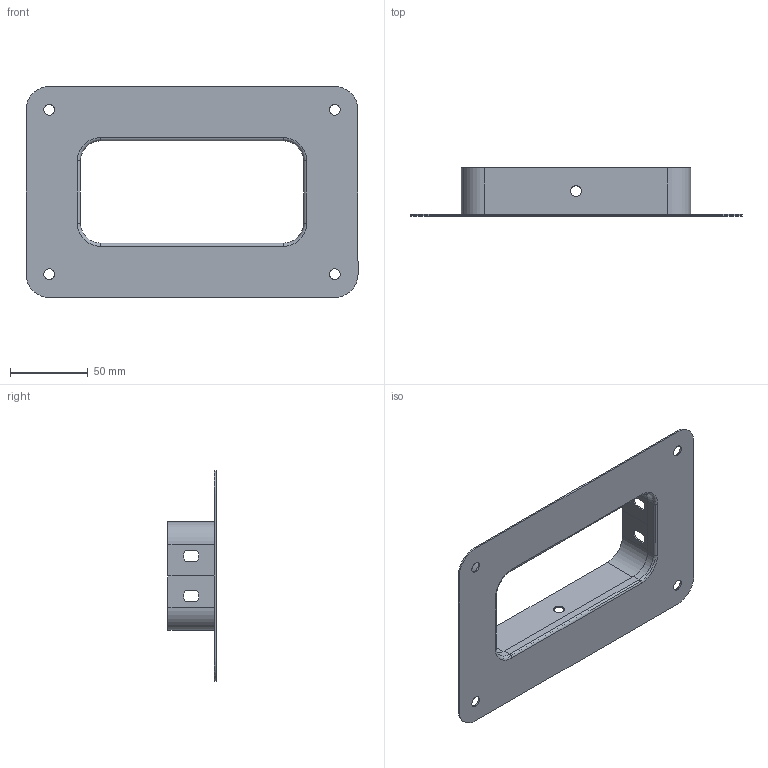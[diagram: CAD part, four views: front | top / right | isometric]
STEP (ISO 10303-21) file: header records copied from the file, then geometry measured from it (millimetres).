
FILE_DESCRIPTION (( 'STEP AP203' ), '1' );
FILE_NAME ('Ñîåäèíèòåëüíûé ôëàíåö FR_37433.STEP', '2012-11-09T09:21:56', ( 'Àñååâ' ), ( '' ), 'SwSTEP 2.0', 'SolidWorks 2012', '' );
FILE_SCHEMA (( 'CONFIG_CONTROL_DESIGN' ));
Length unit declared in the file: millimetre
Products named in the file (4): 杨邃桧栩咫 綦囗弼 FR_37433; Ñêîáà ïðàâàÿ_‘ª®¡  150; ﾎ魵瑙韃 瑙 80...500_若ｭｮ｢ｭｨ･ 茘ｭ譬150; Ñêîáà 50_‘ª®¡  150
Assembly tree (3 placements, depth 2):
  杨邃桧栩咫 綦囗弼 FR_37433
    Ñêîáà 50_‘ª®¡  150
    ﾎ魵瑙韃 瑙 80...500_若ｭｮ｢ｭｨ･ 茘ｭ譬150
    Ñêîáà ïðàâàÿ_‘ª®¡  150
Bounding box: 214 x 31 x 136 mm (x, y, z)
Volume: 33427.3 mm3; surface area: 69112.9 mm2
Topology: 3 solids, 3 shells, 109 faces, 258 edges, 156 vertices
Faces by surface type: plane 59, cylinder 42, torus 8
Full cylindrical faces by diameter (mm): 7 x6
Entity records: 3528 total; most frequent: DIRECTION 574, CARTESIAN_POINT 523, ORIENTED_EDGE 504, EDGE_CURVE 252, AXIS2_PLACEMENT_3D 207, LINE 160, VECTOR 160, VERTEX_POINT 156
